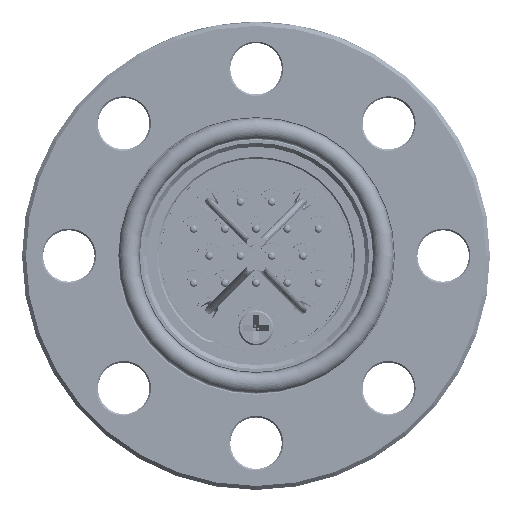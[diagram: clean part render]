
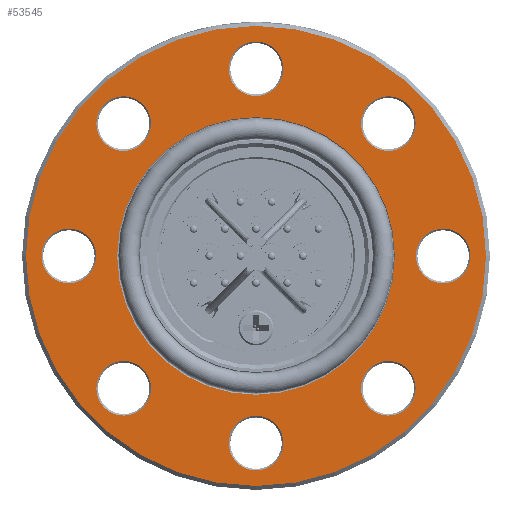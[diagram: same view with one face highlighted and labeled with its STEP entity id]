
A CAD part, top view. The second image highlights one B-rep face of the part: STEP entity #53545.
In plain terms, the highlighted planar face has unit normal (0, 0, 1).
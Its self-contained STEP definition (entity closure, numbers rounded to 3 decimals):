
#444 = VERTEX_POINT ( 'NONE', #59465 ) ;
#456 = CARTESIAN_POINT ( 'NONE',  ( 0., 0., 0. ) ) ;
#1412 = DIRECTION ( 'NONE',  ( 0., 0., -1. ) ) ;
#1605 = ORIENTED_EDGE ( 'NONE', *, *, #38402, .T. ) ;
#2359 = FACE_BOUND ( 'NONE', #19251, .T. ) ;
#2401 = DIRECTION ( 'NONE',  ( 0., 0., -1. ) ) ;
#2765 = CARTESIAN_POINT ( 'NONE',  ( 29.5, 0., 0. ) ) ;
#2886 = AXIS2_PLACEMENT_3D ( 'NONE', #59677, #26627, #19348 ) ;
#3506 = DIRECTION ( 'NONE',  ( 0., 0., -1. ) ) ;
#3525 = ORIENTED_EDGE ( 'NONE', *, *, #8160, .T. ) ;
#3853 = AXIS2_PLACEMENT_3D ( 'NONE', #456, #20436, #40103 ) ;
#4209 = CARTESIAN_POINT ( 'NONE',  ( -24., 0., 0. ) ) ;
#5257 = VERTEX_POINT ( 'NONE', #20100 ) ;
#5570 = AXIS2_PLACEMENT_3D ( 'NONE', #20142, #38870, #44939 ) ;
#7180 = ORIENTED_EDGE ( 'NONE', *, *, #50732, .T. ) ;
#7670 = EDGE_LOOP ( 'NONE', ( #63768 ) ) ;
#7824 = FACE_BOUND ( 'NONE', #13935, .T. ) ;
#8160 = EDGE_CURVE ( 'NONE', #19869, #19869, #43125, .T. ) ;
#8489 = FACE_BOUND ( 'NONE', #7670, .T. ) ;
#8804 = FACE_BOUND ( 'NONE', #28824, .T. ) ;
#9742 = DIRECTION ( 'NONE',  ( 1., 0., 0. ) ) ;
#10801 = CARTESIAN_POINT ( 'NONE',  ( -13.471, 16.971, 0. ) ) ;
#11484 = ORIENTED_EDGE ( 'NONE', *, *, #29779, .T. ) ;
#11995 = CARTESIAN_POINT ( 'NONE',  ( 0., 0., 0. ) ) ;
#12988 = CARTESIAN_POINT ( 'NONE',  ( 0., 0., 0. ) ) ;
#13425 = VERTEX_POINT ( 'NONE', #38264 ) ;
#13935 = EDGE_LOOP ( 'NONE', ( #15216 ) ) ;
#14062 = ORIENTED_EDGE ( 'NONE', *, *, #24653, .T. ) ;
#14252 = CIRCLE ( 'NONE', #25570, 3.5 ) ;
#14320 = CARTESIAN_POINT ( 'NONE',  ( 3.5, -24., 0. ) ) ;
#14536 = DIRECTION ( 'NONE',  ( 1., 0., 0. ) ) ;
#15216 = ORIENTED_EDGE ( 'NONE', *, *, #51759, .T. ) ;
#17212 = VERTEX_POINT ( 'NONE', #18532 ) ;
#18149 = FACE_BOUND ( 'NONE', #40156, .T. ) ;
#18532 = CARTESIAN_POINT ( 'NONE',  ( 20.471, 16.971, 0. ) ) ;
#19251 = EDGE_LOOP ( 'NONE', ( #3525 ) ) ;
#19348 = DIRECTION ( 'NONE',  ( 1., 0., 0. ) ) ;
#19869 = VERTEX_POINT ( 'NONE', #48575 ) ;
#20100 = CARTESIAN_POINT ( 'NONE',  ( 17.8, 0., 0. ) ) ;
#20142 = CARTESIAN_POINT ( 'NONE',  ( 16.971, -16.971, 0. ) ) ;
#20390 = ORIENTED_EDGE ( 'NONE', *, *, #42718, .T. ) ;
#20436 = DIRECTION ( 'NONE',  ( 0., 0., -1. ) ) ;
#21415 = AXIS2_PLACEMENT_3D ( 'NONE', #12988, #47493, #42326 ) ;
#21510 = VERTEX_POINT ( 'NONE', #62152 ) ;
#22017 = PLANE ( 'NONE',  #21415 ) ;
#23433 = AXIS2_PLACEMENT_3D ( 'NONE', #43887, #53608, #9742 ) ;
#23984 = VERTEX_POINT ( 'NONE', #14320 ) ;
#24653 = EDGE_CURVE ( 'NONE', #17212, #17212, #38394, .T. ) ;
#25570 = AXIS2_PLACEMENT_3D ( 'NONE', #58426, #28415, #57470 ) ;
#25594 = DIRECTION ( 'NONE',  ( 1., 0., 0. ) ) ;
#26029 = AXIS2_PLACEMENT_3D ( 'NONE', #28022, #3506, #57377 ) ;
#26564 = VERTEX_POINT ( 'NONE', #51726 ) ;
#26627 = DIRECTION ( 'NONE',  ( 0., 0., -1. ) ) ;
#28022 = CARTESIAN_POINT ( 'NONE',  ( 16.971, 16.971, 0. ) ) ;
#28415 = DIRECTION ( 'NONE',  ( 0., 0., -1. ) ) ;
#28824 = EDGE_LOOP ( 'NONE', ( #48140 ) ) ;
#29779 = EDGE_CURVE ( 'NONE', #444, #444, #32769, .T. ) ;
#31673 = DIRECTION ( 'NONE',  ( 1., 0., 0. ) ) ;
#32021 = FACE_OUTER_BOUND ( 'NONE', #44797, .T. ) ;
#32769 = CIRCLE ( 'NONE', #2886, 3.5 ) ;
#32978 = FACE_BOUND ( 'NONE', #55708, .T. ) ;
#33687 = CIRCLE ( 'NONE', #3853, 17.8 ) ;
#34006 = EDGE_CURVE ( 'NONE', #5257, #5257, #33687, .T. ) ;
#34299 = EDGE_CURVE ( 'NONE', #23984, #23984, #61528, .T. ) ;
#34396 = CIRCLE ( 'NONE', #5570, 3.5 ) ;
#35352 = EDGE_LOOP ( 'NONE', ( #7180 ) ) ;
#35594 = EDGE_LOOP ( 'NONE', ( #1605 ) ) ;
#36842 = DIRECTION ( 'NONE',  ( 0., 0., 1. ) ) ;
#38264 = CARTESIAN_POINT ( 'NONE',  ( -13.471, -16.971, 0. ) ) ;
#38394 = CIRCLE ( 'NONE', #26029, 3.5 ) ;
#38402 = EDGE_CURVE ( 'NONE', #21510, #21510, #34396, .T. ) ;
#38870 = DIRECTION ( 'NONE',  ( 0., 0., -1. ) ) ;
#39823 = VERTEX_POINT ( 'NONE', #10801 ) ;
#40103 = DIRECTION ( 'NONE',  ( 1., 0., 0. ) ) ;
#40156 = EDGE_LOOP ( 'NONE', ( #14062 ) ) ;
#42075 = CIRCLE ( 'NONE', #44153, 3.5 ) ;
#42326 = DIRECTION ( 'NONE',  ( 1., 0., 0. ) ) ;
#42718 = EDGE_CURVE ( 'NONE', #52120, #52120, #47039, .T. ) ;
#43125 = CIRCLE ( 'NONE', #51364, 3.5 ) ;
#43579 = EDGE_LOOP ( 'NONE', ( #11484 ) ) ;
#43887 = CARTESIAN_POINT ( 'NONE',  ( 0., -24., 0. ) ) ;
#43961 = AXIS2_PLACEMENT_3D ( 'NONE', #11995, #36842, #31673 ) ;
#44153 = AXIS2_PLACEMENT_3D ( 'NONE', #49808, #1412, #25594 ) ;
#44797 = EDGE_LOOP ( 'NONE', ( #20390 ) ) ;
#44939 = DIRECTION ( 'NONE',  ( 1., 0., 0. ) ) ;
#46210 = ORIENTED_EDGE ( 'NONE', *, *, #34299, .T. ) ;
#47039 = CIRCLE ( 'NONE', #43961, 29.5 ) ;
#47493 = DIRECTION ( 'NONE',  ( 0., 0., 1. ) ) ;
#48140 = ORIENTED_EDGE ( 'NONE', *, *, #34006, .T. ) ;
#48575 = CARTESIAN_POINT ( 'NONE',  ( -20.5, 0., 0. ) ) ;
#49808 = CARTESIAN_POINT ( 'NONE',  ( -16.971, 16.971, 0. ) ) ;
#50732 = EDGE_CURVE ( 'NONE', #13425, #13425, #14252, .T. ) ;
#51364 = AXIS2_PLACEMENT_3D ( 'NONE', #4209, #53576, #14536 ) ;
#51726 = CARTESIAN_POINT ( 'NONE',  ( 3.5, 24., 0. ) ) ;
#51759 = EDGE_CURVE ( 'NONE', #39823, #39823, #42075, .T. ) ;
#52120 = VERTEX_POINT ( 'NONE', #2765 ) ;
#52399 = CIRCLE ( 'NONE', #59661, 3.5 ) ;
#52673 = FACE_BOUND ( 'NONE', #35594, .T. ) ;
#53545 = ADVANCED_FACE ( 'NONE', ( #32021, #7824, #2359, #56868, #32978, #52673, #57526, #18149, #8489, #8804 ), #22017, .T. ) ;
#53576 = DIRECTION ( 'NONE',  ( 0., 0., -1. ) ) ;
#53608 = DIRECTION ( 'NONE',  ( 0., 0., -1. ) ) ;
#55708 = EDGE_LOOP ( 'NONE', ( #46210 ) ) ;
#55956 = DIRECTION ( 'NONE',  ( 1., 0., 0. ) ) ;
#56778 = EDGE_CURVE ( 'NONE', #26564, #26564, #52399, .T. ) ;
#56868 = FACE_BOUND ( 'NONE', #35352, .T. ) ;
#56912 = CARTESIAN_POINT ( 'NONE',  ( 0., 24., 0. ) ) ;
#57377 = DIRECTION ( 'NONE',  ( 1., 0., 0. ) ) ;
#57470 = DIRECTION ( 'NONE',  ( 1., 0., 0. ) ) ;
#57526 = FACE_BOUND ( 'NONE', #43579, .T. ) ;
#58426 = CARTESIAN_POINT ( 'NONE',  ( -16.971, -16.971, 0. ) ) ;
#59465 = CARTESIAN_POINT ( 'NONE',  ( 27.5, 0., 0. ) ) ;
#59661 = AXIS2_PLACEMENT_3D ( 'NONE', #56912, #2401, #55956 ) ;
#59677 = CARTESIAN_POINT ( 'NONE',  ( 24., 0., 0. ) ) ;
#61528 = CIRCLE ( 'NONE', #23433, 3.5 ) ;
#62152 = CARTESIAN_POINT ( 'NONE',  ( 20.471, -16.971, 0. ) ) ;
#63768 = ORIENTED_EDGE ( 'NONE', *, *, #56778, .T. ) ;
